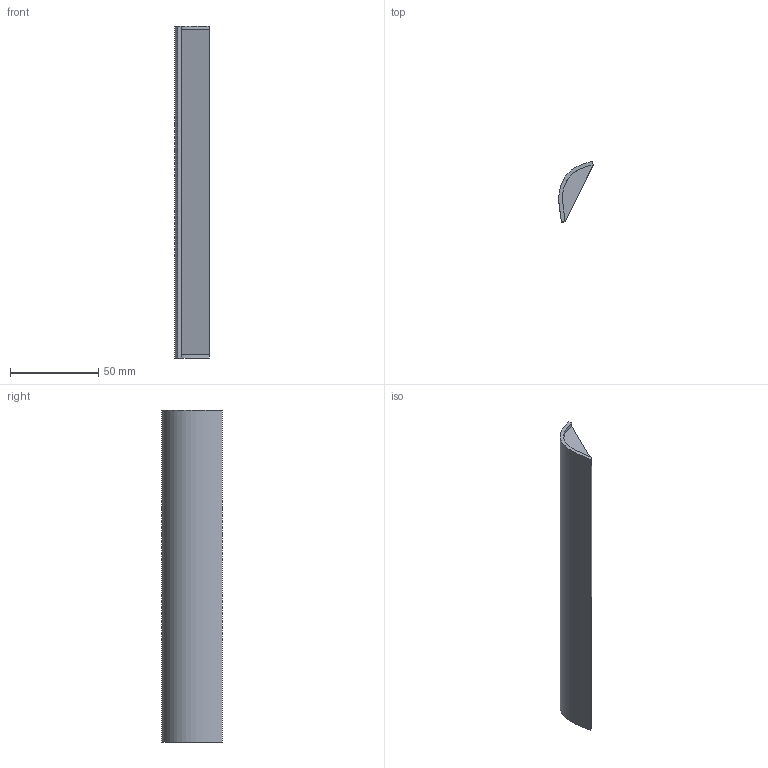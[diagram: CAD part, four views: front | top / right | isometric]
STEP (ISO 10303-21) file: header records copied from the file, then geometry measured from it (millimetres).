
FILE_DESCRIPTION(/* description */ (''),/* implementation_level */ '2;1');
FILE_NAME(/* name */ 'Curved Piece.step',/* time_stamp */ '2021-03-11T10:23:09-05:00',/* author */ (''),/* organization */ (''),/* preprocessor_version */ 'ST-DEVELOPER v18.1',/* originating_system */ 'Autodesk Translation Framework v9.10.0.1330',/* authorisation */ '');
FILE_SCHEMA (('AUTOMOTIVE_DESIGN { 1 0 10303 214 3 1 1 }'));
Length unit declared in the file: millimetre
Products named in the file (1): Curved Piece
Bounding box: 19.36 x 34.35 x 188 mm (x, y, z)
Volume: 56812.2 mm3; surface area: 16509.9 mm2
Topology: 1 solids, 1 shells, 10 faces, 20 edges, 12 vertices
Faces by surface type: plane 7, bspline 3
Entity records: 660 total; most frequent: CARTESIAN_POINT 444, ORIENTED_EDGE 40, DIRECTION 30, EDGE_CURVE 20, LINE 14, VECTOR 14, VERTEX_POINT 12, FACE_OUTER_BOUND 10
